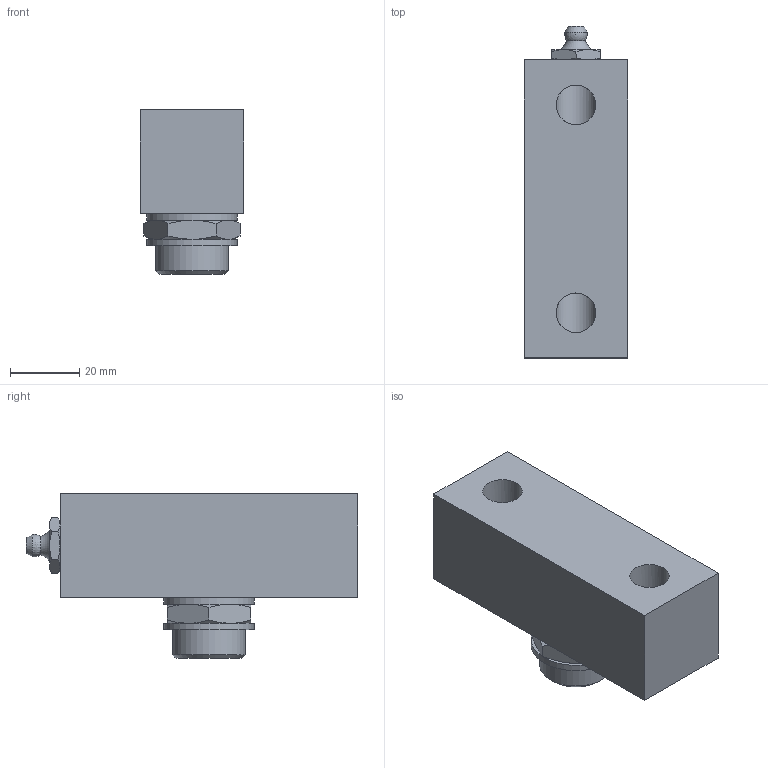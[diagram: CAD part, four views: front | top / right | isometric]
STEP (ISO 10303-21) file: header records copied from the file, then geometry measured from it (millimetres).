
FILE_DESCRIPTION((''),'2;1');
FILE_NAME('290_4102_2_fach_Adapter_1_2Zoll.stp','2017-07-05T11:18:06',('pascalzweiacker'),(''),'Autodesk Inventor 2012','Autodesk Inventor 2012','');
FILE_SCHEMA(('AUTOMOTIVE_DESIGN { 1 0 10303 214 1 1 1 1 }'));
Length unit declared in the file: millimetre
Products named in the file (1): 290_4102_2_fach_Adapter_1_2Zoll
Bounding box: 30 x 95.8 x 47.5 mm (x, y, z)
Volume: 70286.6 mm3; surface area: 18818.8 mm2
Topology: 1 solids, 3 shells, 77 faces, 168 edges, 102 vertices
Faces by surface type: cone 31, plane 30, cylinder 13, torus 2, sphere 1
Full cylindrical faces by diameter (mm): 3 x1, 11.445 x3, 13.157 x1, 15 x1, 18.631 x1, 20.955 x2, 21 x2, 26 x2
Entity records: 2031 total; most frequent: CARTESIAN_POINT 465, DIRECTION 300, ORIENTED_EDGE 272, AXIS2_PLACEMENT_3D 138, EDGE_CURVE 136, EDGE_LOOP 114, VERTEX_POINT 94, STYLED_ITEM 78
